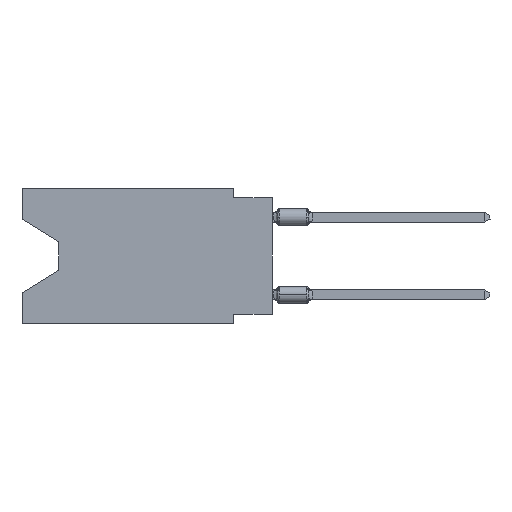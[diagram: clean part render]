
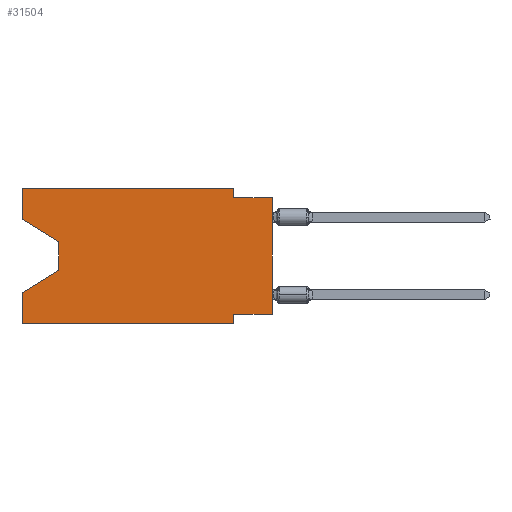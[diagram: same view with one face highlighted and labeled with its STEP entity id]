
A CAD part, left-side view. The second image highlights one B-rep face of the part: STEP entity #31504.
In plain terms, the highlighted planar face has unit normal (-1, 0, 0).
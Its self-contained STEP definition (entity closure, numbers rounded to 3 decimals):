
#138 = DIRECTION ( 'NONE',  ( 0., 0., 1. ) ) ;
#432 = LINE ( 'NONE', #50196, #17949 ) ;
#588 = VERTEX_POINT ( 'NONE', #3865 ) ;
#959 = CARTESIAN_POINT ( 'NONE',  ( 0., 13.97, -5.385 ) ) ;
#1334 = VECTOR ( 'NONE', #52144, 1000. ) ;
#1856 = CARTESIAN_POINT ( 'NONE',  ( 0., 16.383, -2.038 ) ) ;
#2512 = DIRECTION ( 'NONE',  ( 0., -1., 0. ) ) ;
#2522 = VERTEX_POINT ( 'NONE', #1856 ) ;
#3766 = VECTOR ( 'NONE', #17769, 1000. ) ;
#3865 = CARTESIAN_POINT ( 'NONE',  ( 0., 13.97, -5.385 ) ) ;
#4619 = EDGE_CURVE ( 'NONE', #28403, #588, #48393, .T. ) ;
#5111 = EDGE_CURVE ( 'NONE', #24147, #40476, #432, .T. ) ;
#5210 = DIRECTION ( 'NONE',  ( 0., 0., -1. ) ) ;
#5315 = ORIENTED_EDGE ( 'NONE', *, *, #42333, .F. ) ;
#6129 = VERTEX_POINT ( 'NONE', #23132 ) ;
#6301 = CARTESIAN_POINT ( 'NONE',  ( 0., 0., -8.255 ) ) ;
#7697 = VECTOR ( 'NONE', #35924, 1000. ) ;
#8435 = CARTESIAN_POINT ( 'NONE',  ( 0., 0., 0. ) ) ;
#8898 = ORIENTED_EDGE ( 'NONE', *, *, #29160, .T. ) ;
#9571 = ORIENTED_EDGE ( 'NONE', *, *, #17145, .F. ) ;
#9705 = PLANE ( 'NONE',  #25992 ) ;
#10636 = DIRECTION ( 'NONE',  ( 0., 0., -1. ) ) ;
#13692 = ORIENTED_EDGE ( 'NONE', *, *, #22696, .F. ) ;
#14048 = DIRECTION ( 'NONE',  ( 1., 0., 0. ) ) ;
#14062 = LINE ( 'NONE', #34443, #22559 ) ;
#14835 = CARTESIAN_POINT ( 'NONE',  ( 0., 16.383, 0. ) ) ;
#15020 = VERTEX_POINT ( 'NONE', #41949 ) ;
#15319 = ORIENTED_EDGE ( 'NONE', *, *, #37557, .T. ) ;
#16126 = VERTEX_POINT ( 'NONE', #38746 ) ;
#17145 = EDGE_CURVE ( 'NONE', #42252, #36920, #14062, .T. ) ;
#17769 = DIRECTION ( 'NONE',  ( 0., 0.855, -0.519 ) ) ;
#17949 = VECTOR ( 'NONE', #51257, 1000. ) ;
#18916 = LINE ( 'NONE', #14835, #37738 ) ;
#19023 = DIRECTION ( 'NONE',  ( 0., 0., -1. ) ) ;
#19349 = CARTESIAN_POINT ( 'NONE',  ( 0., 16.383, -8.89 ) ) ;
#20075 = ORIENTED_EDGE ( 'NONE', *, *, #29734, .T. ) ;
#21031 = CARTESIAN_POINT ( 'NONE',  ( 0., 16.383, 0. ) ) ;
#21240 = EDGE_CURVE ( 'NONE', #588, #40476, #38181, .T. ) ;
#21246 = VECTOR ( 'NONE', #138, 1000. ) ;
#22559 = VECTOR ( 'NONE', #38792, 1000. ) ;
#22573 = CARTESIAN_POINT ( 'NONE',  ( 0., 2.54, -8.255 ) ) ;
#22696 = EDGE_CURVE ( 'NONE', #15020, #41610, #18916, .T. ) ;
#22814 = CARTESIAN_POINT ( 'NONE',  ( 0., 13.97, -3.505 ) ) ;
#22929 = VERTEX_POINT ( 'NONE', #31520 ) ;
#23132 = CARTESIAN_POINT ( 'NONE',  ( 0., 0., -0.635 ) ) ;
#24147 = VERTEX_POINT ( 'NONE', #41984 ) ;
#25881 = ORIENTED_EDGE ( 'NONE', *, *, #43559, .F. ) ;
#25992 = AXIS2_PLACEMENT_3D ( 'NONE', #46689, #14048, #38771 ) ;
#26962 = CARTESIAN_POINT ( 'NONE',  ( 0., 0., -0.635 ) ) ;
#28212 = VECTOR ( 'NONE', #5210, 1000. ) ;
#28403 = VERTEX_POINT ( 'NONE', #37055 ) ;
#28466 = CARTESIAN_POINT ( 'NONE',  ( 0., 16.383, -2.038 ) ) ;
#28752 = ORIENTED_EDGE ( 'NONE', *, *, #4619, .T. ) ;
#29160 = EDGE_CURVE ( 'NONE', #24147, #22929, #40013, .T. ) ;
#29491 = CARTESIAN_POINT ( 'NONE',  ( 0., 16.383, -6.852 ) ) ;
#29734 = EDGE_CURVE ( 'NONE', #42252, #6129, #38036, .T. ) ;
#30612 = FACE_OUTER_BOUND ( 'NONE', #44577, .T. ) ;
#31285 = LINE ( 'NONE', #47896, #35507 ) ;
#31504 = ADVANCED_FACE ( 'NONE', ( #30612 ), #9705, .F. ) ;
#31520 = CARTESIAN_POINT ( 'NONE',  ( 0., 2.54, -8.89 ) ) ;
#31945 = CARTESIAN_POINT ( 'NONE',  ( 0., 2.54, 0. ) ) ;
#33727 = LINE ( 'NONE', #49541, #28212 ) ;
#34443 = CARTESIAN_POINT ( 'NONE',  ( 0., 0., -8.255 ) ) ;
#35507 = VECTOR ( 'NONE', #10636, 1000. ) ;
#35924 = DIRECTION ( 'NONE',  ( 0., -1., 0. ) ) ;
#36057 = LINE ( 'NONE', #28466, #1334 ) ;
#36920 = VERTEX_POINT ( 'NONE', #22573 ) ;
#37055 = CARTESIAN_POINT ( 'NONE',  ( 0., 13.97, -3.505 ) ) ;
#37249 = VECTOR ( 'NONE', #45662, 1000. ) ;
#37367 = LINE ( 'NONE', #21031, #21246 ) ;
#37557 = EDGE_CURVE ( 'NONE', #2522, #28403, #36057, .T. ) ;
#37738 = VECTOR ( 'NONE', #53158, 1000. ) ;
#37999 = EDGE_CURVE ( 'NONE', #2522, #15020, #37367, .T. ) ;
#38036 = LINE ( 'NONE', #8435, #37249 ) ;
#38181 = LINE ( 'NONE', #959, #3766 ) ;
#38746 = CARTESIAN_POINT ( 'NONE',  ( 0., 2.54, -0.635 ) ) ;
#38771 = DIRECTION ( 'NONE',  ( 0., 0., -1. ) ) ;
#38792 = DIRECTION ( 'NONE',  ( 0., 1., 0. ) ) ;
#39567 = VECTOR ( 'NONE', #19023, 1000. ) ;
#40013 = LINE ( 'NONE', #19349, #7697 ) ;
#40476 = VERTEX_POINT ( 'NONE', #29491 ) ;
#41610 = VERTEX_POINT ( 'NONE', #31945 ) ;
#41857 = ORIENTED_EDGE ( 'NONE', *, *, #37999, .F. ) ;
#41949 = CARTESIAN_POINT ( 'NONE',  ( 0., 16.383, 0. ) ) ;
#41984 = CARTESIAN_POINT ( 'NONE',  ( 0., 16.383, -8.89 ) ) ;
#42252 = VERTEX_POINT ( 'NONE', #6301 ) ;
#42333 = EDGE_CURVE ( 'NONE', #36920, #22929, #31285, .T. ) ;
#43559 = EDGE_CURVE ( 'NONE', #16126, #6129, #51991, .T. ) ;
#43745 = ORIENTED_EDGE ( 'NONE', *, *, #21240, .T. ) ;
#43768 = EDGE_CURVE ( 'NONE', #41610, #16126, #33727, .T. ) ;
#44577 = EDGE_LOOP ( 'NONE', ( #15319, #28752, #43745, #52197, #8898, #5315, #9571, #20075, #25881, #44921, #13692, #41857 ) ) ;
#44921 = ORIENTED_EDGE ( 'NONE', *, *, #43768, .F. ) ;
#45662 = DIRECTION ( 'NONE',  ( 0., 0., 1. ) ) ;
#46605 = VECTOR ( 'NONE', #2512, 1000. ) ;
#46689 = CARTESIAN_POINT ( 'NONE',  ( 0., 16.383, 0. ) ) ;
#47896 = CARTESIAN_POINT ( 'NONE',  ( 0., 2.54, -8.89 ) ) ;
#48393 = LINE ( 'NONE', #22814, #39567 ) ;
#49541 = CARTESIAN_POINT ( 'NONE',  ( 0., 2.54, 0. ) ) ;
#50196 = CARTESIAN_POINT ( 'NONE',  ( 0., 16.383, 0. ) ) ;
#51257 = DIRECTION ( 'NONE',  ( 0., 0., 1. ) ) ;
#51991 = LINE ( 'NONE', #26962, #46605 ) ;
#52144 = DIRECTION ( 'NONE',  ( 0., -0.855, -0.519 ) ) ;
#52197 = ORIENTED_EDGE ( 'NONE', *, *, #5111, .F. ) ;
#53158 = DIRECTION ( 'NONE',  ( 0., -1., 0. ) ) ;
